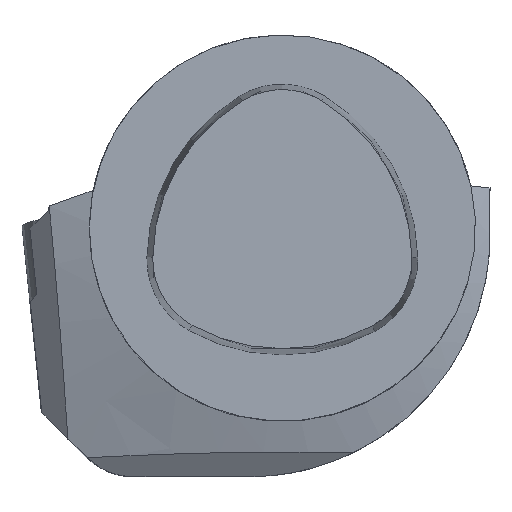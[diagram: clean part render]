
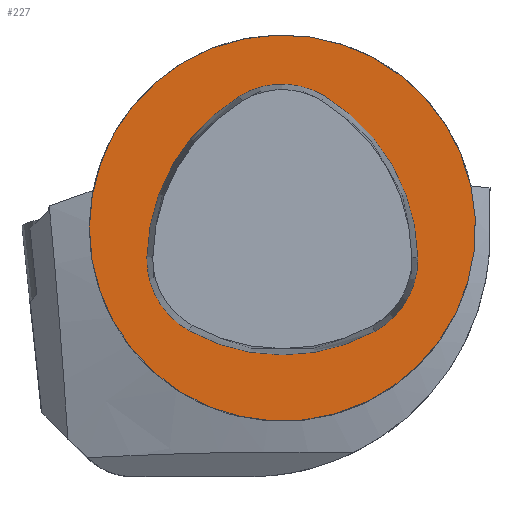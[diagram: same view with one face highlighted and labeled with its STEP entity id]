
A CAD part, top view. The second image highlights one B-rep face of the part: STEP entity #227.
In plain terms, the highlighted planar face has unit normal (0, 0, 1).
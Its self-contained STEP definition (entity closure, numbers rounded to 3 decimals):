
#227=ADVANCED_FACE('',(#301),#266,.T.);
#266=PLANE('',#835);
#301=FACE_OUTER_BOUND('',#346,.T.);
#346=EDGE_LOOP('',(#456));
#456=ORIENTED_EDGE('',*,*,#701,.F.);
#621=VERTEX_POINT('',#1251);
#701=EDGE_CURVE('',#621,#621,#762,.T.);
#762=CIRCLE('',#834,20.);
#834=AXIS2_PLACEMENT_3D('',#1250,#979,#980);
#835=AXIS2_PLACEMENT_3D('',#1252,#981,#982);
#979=DIRECTION('',(0.,0.,-1.));
#980=DIRECTION('',(-1.,0.,0.));
#981=DIRECTION('',(0.,0.,1.));
#982=DIRECTION('',(-1.,0.,0.));
#1250=CARTESIAN_POINT('',(0.,0.,0.));
#1251=CARTESIAN_POINT('',(-20.,0.,0.));
#1252=CARTESIAN_POINT('',(0.,0.,0.));
